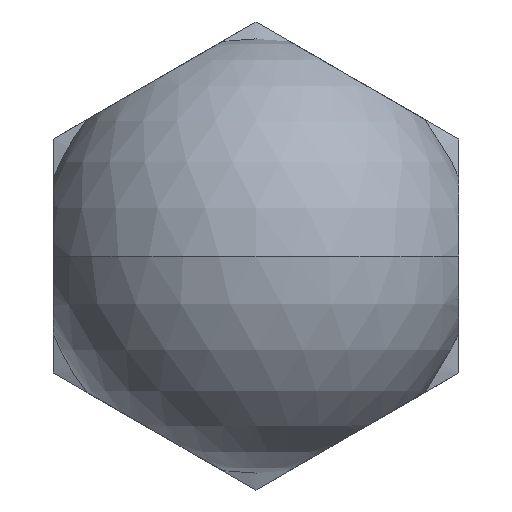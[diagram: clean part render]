
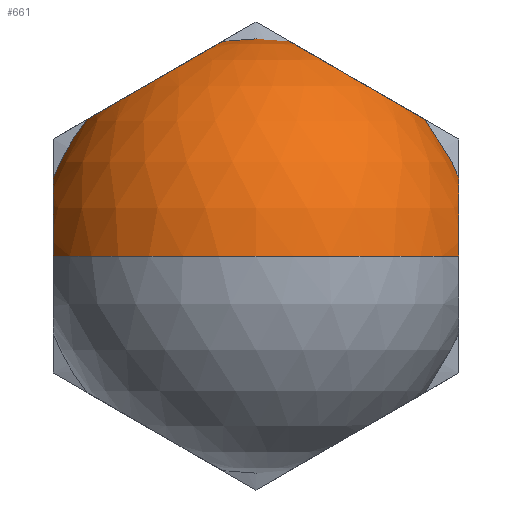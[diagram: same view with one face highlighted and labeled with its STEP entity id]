
A CAD part, front view. The second image highlights one B-rep face of the part: STEP entity #661.
In plain terms, the highlighted spherical face has radius 7.5 mm.
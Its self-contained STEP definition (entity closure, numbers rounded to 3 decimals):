
#26 = ORIENTED_EDGE ( 'NONE', *, *, #423, .T. ) ;
#34 = CIRCLE ( 'NONE', #348, 2.693 ) ;
#82 = CARTESIAN_POINT ( 'NONE',  ( -1.168, -14.5, 7.408 ) ) ;
#83 = EDGE_CURVE ( 'NONE', #692, #388, #599, .T. ) ;
#84 = CIRCLE ( 'NONE', #783, 6. ) ;
#101 = AXIS2_PLACEMENT_3D ( 'NONE', #215, #219, #221 ) ;
#107 = DIRECTION ( 'NONE',  ( -1., 0., 0. ) ) ;
#108 = AXIS2_PLACEMENT_3D ( 'NONE', #595, #593, #592 ) ;
#109 = DIRECTION ( 'NONE',  ( 0., 0., 1. ) ) ;
#115 = AXIS2_PLACEMENT_3D ( 'NONE', #416, #418, #351 ) ;
#131 = CARTESIAN_POINT ( 'NONE',  ( 0., -14.5, 0. ) ) ;
#132 = AXIS2_PLACEMENT_3D ( 'NONE', #421, #589, #609 ) ;
#149 = ORIENTED_EDGE ( 'NONE', *, *, #304, .F. ) ;
#151 = SPHERICAL_SURFACE ( 'NONE', #370, 7.5 ) ;
#157 = EDGE_LOOP ( 'NONE', ( #1150, #395 ) ) ;
#210 = EDGE_LOOP ( 'NONE', ( #149, #704, #26, #816, #800, #866, #899 ) ) ;
#215 = CARTESIAN_POINT ( 'NONE',  ( 3.5, -14.5, 6.062 ) ) ;
#217 = VERTEX_POINT ( 'NONE', #842 ) ;
#219 = DIRECTION ( 'NONE',  ( -0.5, 0., -0.866 ) ) ;
#221 = DIRECTION ( 'NONE',  ( 0.866, 0., -0.5 ) ) ;
#233 = EDGE_CURVE ( 'NONE', #388, #692, #316, .T. ) ;
#259 = AXIS2_PLACEMENT_3D ( 'NONE', #571, #569, #567 ) ;
#304 = EDGE_CURVE ( 'NONE', #888, #1074, #1001, .T. ) ;
#316 = CIRCLE ( 'NONE', #987, 2.693 ) ;
#318 = DIRECTION ( 'NONE',  ( 1., 0., 0. ) ) ;
#321 = DIRECTION ( 'NONE',  ( 0., 0., 1. ) ) ;
#323 = CARTESIAN_POINT ( 'NONE',  ( 0., -14.5, 0. ) ) ;
#348 = AXIS2_PLACEMENT_3D ( 'NONE', #1029, #1026, #1070 ) ;
#351 = DIRECTION ( 'NONE',  ( 0.866, 0., 0.5 ) ) ;
#356 = EDGE_CURVE ( 'NONE', #888, #887, #992, .T. ) ;
#365 = VERTEX_POINT ( 'NONE', #587 ) ;
#370 = AXIS2_PLACEMENT_3D ( 'NONE', #131, #109, #107 ) ;
#386 = CIRCLE ( 'NONE', #101, 2.693 ) ;
#388 = VERTEX_POINT ( 'NONE', #504 ) ;
#395 = ORIENTED_EDGE ( 'NONE', *, *, #233, .T. ) ;
#416 = CARTESIAN_POINT ( 'NONE',  ( -3.5, -14.5, 6.062 ) ) ;
#418 = DIRECTION ( 'NONE',  ( 0.5, 0., -0.866 ) ) ;
#421 = CARTESIAN_POINT ( 'NONE',  ( 0., -14.5, 0. ) ) ;
#423 = EDGE_CURVE ( 'NONE', #887, #217, #978, .T. ) ;
#425 = ORIENTED_EDGE ( 'NONE', *, *, #1147, .T. ) ;
#429 = CARTESIAN_POINT ( 'NONE',  ( -7., -11.807, 0. ) ) ;
#482 = DIRECTION ( 'NONE',  ( 0., 1., 0. ) ) ;
#483 = DIRECTION ( 'NONE',  ( -1., 0., 0. ) ) ;
#485 = CARTESIAN_POINT ( 'NONE',  ( 7., -14.5, 0. ) ) ;
#504 = CARTESIAN_POINT ( 'NONE',  ( -5.832, -14.5, 4.716 ) ) ;
#508 = VERTEX_POINT ( 'NONE', #429 ) ;
#528 = AXIS2_PLACEMENT_3D ( 'NONE', #559, #730, #601 ) ;
#558 = EDGE_CURVE ( 'NONE', #217, #915, #1047, .T. ) ;
#559 = CARTESIAN_POINT ( 'NONE',  ( 3.5, -14.5, 6.062 ) ) ;
#567 = DIRECTION ( 'NONE',  ( 1., 0., 0. ) ) ;
#569 = DIRECTION ( 'NONE',  ( 0., 0., 1. ) ) ;
#571 = CARTESIAN_POINT ( 'NONE',  ( 0., -14.5, 0. ) ) ;
#587 = CARTESIAN_POINT ( 'NONE',  ( -6., -10., 0. ) ) ;
#589 = DIRECTION ( 'NONE',  ( 0., 0., -1. ) ) ;
#590 = AXIS2_PLACEMENT_3D ( 'NONE', #485, #483, #482 ) ;
#592 = DIRECTION ( 'NONE',  ( -1., 0., 0. ) ) ;
#593 = DIRECTION ( 'NONE',  ( 0., 0., -1. ) ) ;
#595 = CARTESIAN_POINT ( 'NONE',  ( 0., -14.5, 0. ) ) ;
#599 = CIRCLE ( 'NONE', #115, 2.693 ) ;
#601 = DIRECTION ( 'NONE',  ( 0.866, 0., -0.5 ) ) ;
#609 = DIRECTION ( 'NONE',  ( -1., 0., 0. ) ) ;
#613 = CARTESIAN_POINT ( 'NONE',  ( 5.832, -14.5, 4.716 ) ) ;
#634 = FACE_OUTER_BOUND ( 'NONE', #210, .T. ) ;
#636 = FACE_BOUND ( 'NONE', #668, .T. ) ;
#661 = ADVANCED_FACE ( 'NONE', ( #1060, #636, #634 ), #151, .T. ) ;
#668 = EDGE_LOOP ( 'NONE', ( #958, #425 ) ) ;
#692 = VERTEX_POINT ( 'NONE', #82 ) ;
#704 = ORIENTED_EDGE ( 'NONE', *, *, #356, .T. ) ;
#730 = DIRECTION ( 'NONE',  ( -0.5, 0., -0.866 ) ) ;
#770 = CIRCLE ( 'NONE', #528, 2.693 ) ;
#783 = AXIS2_PLACEMENT_3D ( 'NONE', #849, #841, #1056 ) ;
#784 = EDGE_CURVE ( 'NONE', #365, #915, #84, .T. ) ;
#800 = ORIENTED_EDGE ( 'NONE', *, *, #784, .F. ) ;
#807 = CARTESIAN_POINT ( 'NONE',  ( -7., -17.193, 0. ) ) ;
#816 = ORIENTED_EDGE ( 'NONE', *, *, #558, .T. ) ;
#826 = VERTEX_POINT ( 'NONE', #613 ) ;
#835 = CARTESIAN_POINT ( 'NONE',  ( 1.168, -14.5, 7.408 ) ) ;
#837 = EDGE_CURVE ( 'NONE', #508, #365, #983, .T. ) ;
#841 = DIRECTION ( 'NONE',  ( 0., 1., 0. ) ) ;
#842 = CARTESIAN_POINT ( 'NONE',  ( 7., -11.807, 0. ) ) ;
#849 = CARTESIAN_POINT ( 'NONE',  ( 0., -10., 0. ) ) ;
#861 = AXIS2_PLACEMENT_3D ( 'NONE', #323, #321, #318 ) ;
#866 = ORIENTED_EDGE ( 'NONE', *, *, #837, .F. ) ;
#884 = DIRECTION ( 'NONE',  ( 0.866, 0., 0.5 ) ) ;
#887 = VERTEX_POINT ( 'NONE', #1149 ) ;
#888 = VERTEX_POINT ( 'NONE', #1094 ) ;
#893 = EDGE_CURVE ( 'NONE', #508, #1074, #34, .T. ) ;
#899 = ORIENTED_EDGE ( 'NONE', *, *, #893, .T. ) ;
#915 = VERTEX_POINT ( 'NONE', #1015 ) ;
#926 = DIRECTION ( 'NONE',  ( 0.5, 0., -0.866 ) ) ;
#936 = CARTESIAN_POINT ( 'NONE',  ( -3.5, -14.5, 6.062 ) ) ;
#958 = ORIENTED_EDGE ( 'NONE', *, *, #1046, .T. ) ;
#978 = CIRCLE ( 'NONE', #590, 2.693 ) ;
#983 = CIRCLE ( 'NONE', #132, 7.5 ) ;
#987 = AXIS2_PLACEMENT_3D ( 'NONE', #936, #926, #884 ) ;
#992 = CIRCLE ( 'NONE', #259, 7.5 ) ;
#1001 = CIRCLE ( 'NONE', #108, 7.5 ) ;
#1015 = CARTESIAN_POINT ( 'NONE',  ( 6., -10., 0. ) ) ;
#1026 = DIRECTION ( 'NONE',  ( 1., 0., 0. ) ) ;
#1029 = CARTESIAN_POINT ( 'NONE',  ( -7., -14.5, 0. ) ) ;
#1046 = EDGE_CURVE ( 'NONE', #826, #1063, #386, .T. ) ;
#1047 = CIRCLE ( 'NONE', #861, 7.5 ) ;
#1056 = DIRECTION ( 'NONE',  ( -1., 0., 0. ) ) ;
#1060 = FACE_BOUND ( 'NONE', #157, .T. ) ;
#1063 = VERTEX_POINT ( 'NONE', #835 ) ;
#1070 = DIRECTION ( 'NONE',  ( 0., -1., 0. ) ) ;
#1074 = VERTEX_POINT ( 'NONE', #807 ) ;
#1094 = CARTESIAN_POINT ( 'NONE',  ( 0., -22., 0. ) ) ;
#1147 = EDGE_CURVE ( 'NONE', #1063, #826, #770, .T. ) ;
#1149 = CARTESIAN_POINT ( 'NONE',  ( 7., -17.193, 0. ) ) ;
#1150 = ORIENTED_EDGE ( 'NONE', *, *, #83, .T. ) ;
